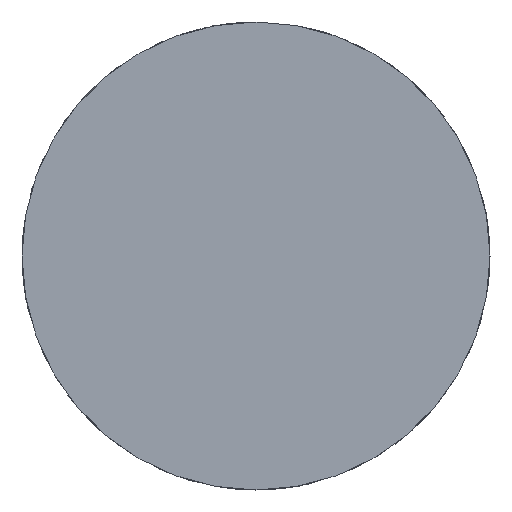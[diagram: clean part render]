
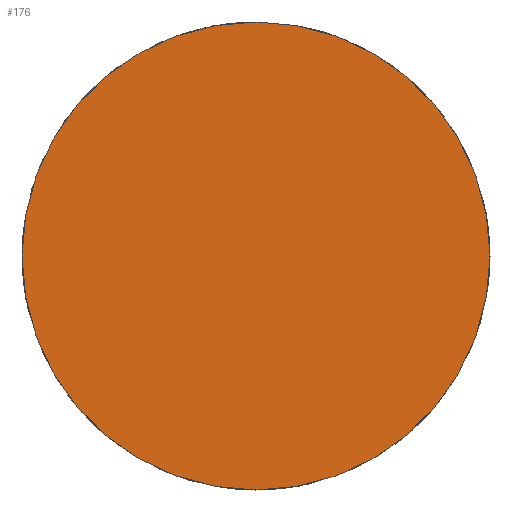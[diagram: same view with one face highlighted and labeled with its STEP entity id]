
A CAD part, left-side view. The second image highlights one B-rep face of the part: STEP entity #176.
In plain terms, the highlighted planar face has unit normal (-1, 0, 0).
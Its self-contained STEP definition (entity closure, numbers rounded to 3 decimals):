
#16 = FACE_OUTER_BOUND ( 'NONE', #556, .T. ) ;
#176 = ADVANCED_FACE ( 'NONE', ( #16 ), #2264, .F. ) ;
#556 = EDGE_LOOP ( 'NONE', ( #663, #763 ) ) ;
#663 = ORIENTED_EDGE ( 'NONE', *, *, #4564, .T. ) ;
#763 = ORIENTED_EDGE ( 'NONE', *, *, #4550, .T. ) ;
#808 = VERTEX_POINT ( 'NONE', #7659 ) ;
#840 = VERTEX_POINT ( 'NONE', #7660 ) ;
#2243 = CARTESIAN_POINT ( 'NONE',  ( -50., 10., 0. ) ) ;
#2264 = PLANE ( 'NONE',  #4488 ) ;
#2271 = DIRECTION ( 'NONE',  ( 1., 0., 0. ) ) ;
#2272 = DIRECTION ( 'NONE',  ( 0., 0., -1. ) ) ;
#4390 = AXIS2_PLACEMENT_3D ( 'NONE', #7034, #7038, #7039 ) ;
#4479 = AXIS2_PLACEMENT_3D ( 'NONE', #7086, #7123, #7124 ) ;
#4488 = AXIS2_PLACEMENT_3D ( 'NONE', #2243, #2271, #2272 ) ;
#4550 = EDGE_CURVE ( 'NONE', #808, #840, #6332, .T. ) ;
#4564 = EDGE_CURVE ( 'NONE', #840, #808, #6330, .T. ) ;
#6330 = CIRCLE ( 'NONE', #4479, 10. ) ;
#6332 = CIRCLE ( 'NONE', #4390, 10. ) ;
#7034 = CARTESIAN_POINT ( 'NONE',  ( -50., 0., 0. ) ) ;
#7038 = DIRECTION ( 'NONE',  ( -1., 0., 0. ) ) ;
#7039 = DIRECTION ( 'NONE',  ( 0., 0., 1. ) ) ;
#7086 = CARTESIAN_POINT ( 'NONE',  ( -50., 0., 0. ) ) ;
#7123 = DIRECTION ( 'NONE',  ( -1., 0., 0. ) ) ;
#7124 = DIRECTION ( 'NONE',  ( 0., 0., 1. ) ) ;
#7659 = CARTESIAN_POINT ( 'NONE',  ( -50., 0., -10. ) ) ;
#7660 = CARTESIAN_POINT ( 'NONE',  ( -50., 0., 10. ) ) ;
